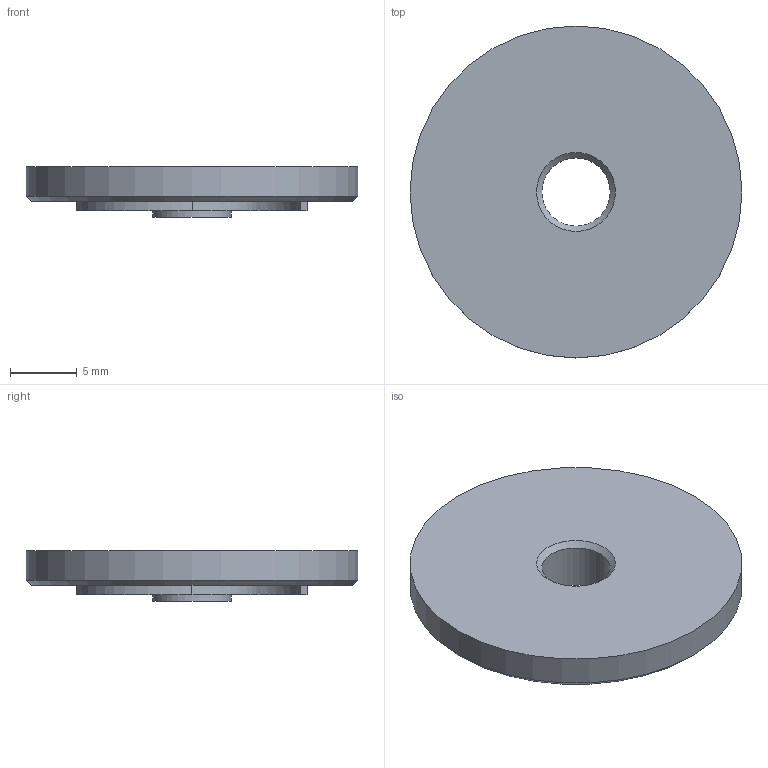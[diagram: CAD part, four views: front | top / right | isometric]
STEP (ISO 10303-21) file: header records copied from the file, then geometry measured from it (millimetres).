
FILE_DESCRIPTION(/* description */ (''),/* implementation_level */ '2;1');
FILE_NAME(/* name */ 'Inner.step',/* time_stamp */ '2024-11-01T14:36:02-04:00',/* author */ (''),/* organization */ (''),/* preprocessor_version */ 'ST-DEVELOPER v20',/* originating_system */ 'Autodesk Translation Framework v13.20.0.188',/* authorisation */ '');
FILE_SCHEMA (('AUTOMOTIVE_DESIGN { 1 0 10303 214 3 1 1 }'));
Length unit declared in the file: millimetre
Products named in the file (1): Inner
Bounding box: 24.8 x 24.8 x 3.8 mm (x, y, z)
Volume: 537.5 mm3; surface area: 1719.3 mm2
Topology: 1 solids, 1 shells, 47 faces, 117 edges, 75 vertices
Faces by surface type: bspline 20, plane 13, cylinder 12, cone 2
Full cylindrical faces by diameter (mm): 5.1 x1, 5.9 x1, 22.8 x1, 24.8 x1
Entity records: 2362 total; most frequent: CARTESIAN_POINT 1336, ORIENTED_EDGE 234, DIRECTION 156, EDGE_CURVE 117, VERTEX_POINT 75, AXIS2_PLACEMENT_3D 55, EDGE_LOOP 52, FACE_OUTER_BOUND 47
